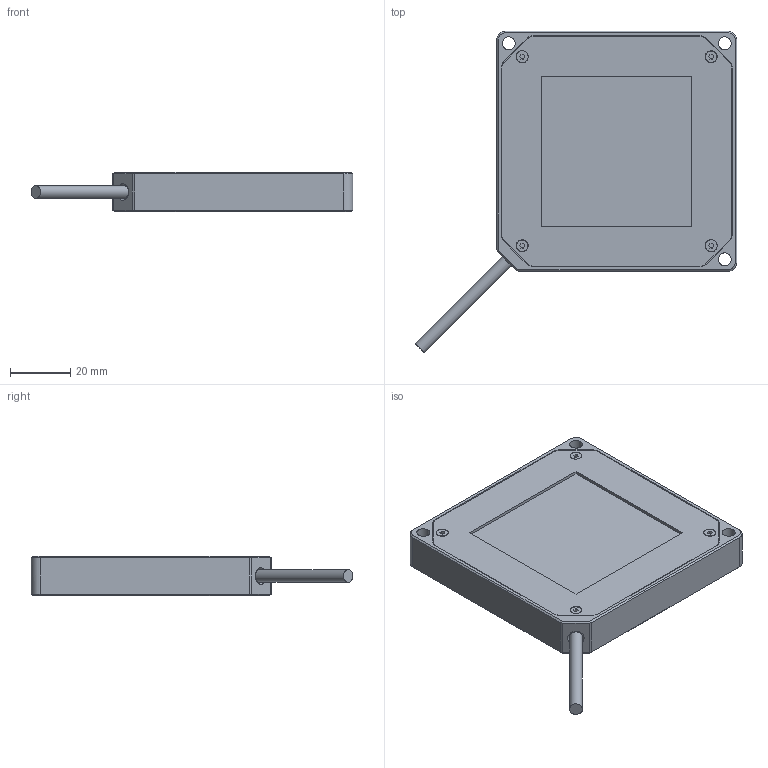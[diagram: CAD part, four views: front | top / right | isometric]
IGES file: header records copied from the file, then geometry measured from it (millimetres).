
Global section: file name: BE-F50-50-FX-K; native system: Autodesk Inventor 2015; preprocessor: unknown; author: lck; date: 20150722.072122; units: millimetre
Bounding box: 107.12 x 107.12 x 13 mm (x, y, z)
Volume: 54857.6 mm3; surface area: 25596.3 mm2
Topology: 1 solids, 10 shells, 170 faces, 395 edges, 253 vertices
Faces by surface type: bspline 170
